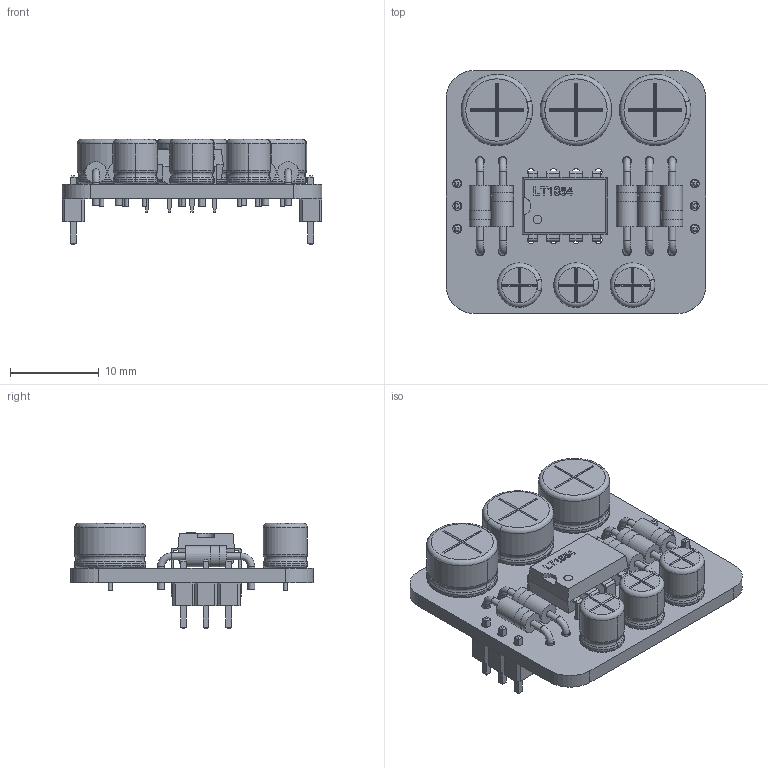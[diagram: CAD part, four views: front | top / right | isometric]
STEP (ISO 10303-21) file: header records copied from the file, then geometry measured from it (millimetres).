
FILE_DESCRIPTION(('FreeCAD Model'),'2;1');
FILE_NAME('#310-000.step', '2019-11-04T00:01:18',(''),(''),'Open CASCADE STEP processor 7.3', 'FreeCAD','Unknown');
FILE_SCHEMA(('AUTOMOTIVE_DESIGN { 1 0 10303 214 1 1 1 1 }'));
Length unit declared in the file: millimetre
Products named in the file (1): #310-000
Bounding box: 29.21 x 27.3 x 11.85 mm (x, y, z)
Volume: 2708.8 mm3; surface area: 3843.3 mm2
Topology: 15 solids, 15 shells, 829 faces, 2044 edges, 1316 vertices
Faces by surface type: plane 532, cylinder 157, torus 94, extrusion 38, bspline 8
Full cylindrical faces by diameter (mm): 0.45 x12, 0.6 x6, 0.785 x20, 0.8 x14, 1 x17, 2.375 x10, 2.395 x5
Entity records: 30440 total; most frequent: CARTESIAN_POINT 4633, DIRECTION 4091, ORIENTED_EDGE 4088, EDGE_CURVE 2044, VECTOR 1371, AXIS2_PLACEMENT_3D 1360, LINE 1333, VERTEX_POINT 1316
